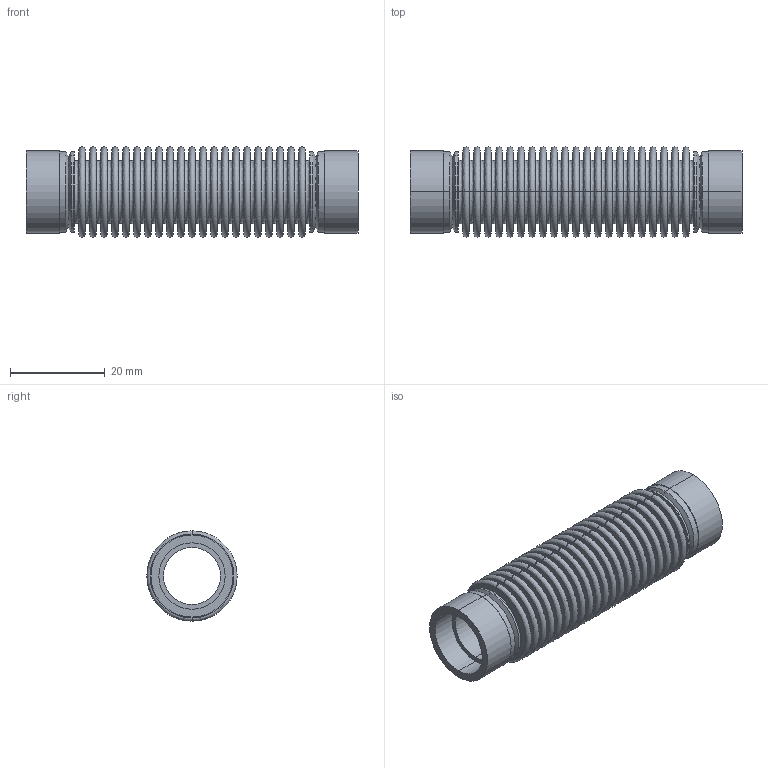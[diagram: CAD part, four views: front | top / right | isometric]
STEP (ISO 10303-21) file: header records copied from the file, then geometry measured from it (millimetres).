
FILE_DESCRIPTION( (''), '2;1');
FILE_NAME ('CAD716.4532.PF10_25666.stp','2017-01-24T16:42:58',(''),(''),'spGate 12.6.6','','');
FILE_SCHEMA (('AUTOMOTIVE_DESIGN'));
Length unit declared in the file: millimetre
Products named in the file (4): Assembly; PF10-1; PF10-2L; PF10-2R
Assembly tree (3 placements, depth 2):
  Assembly
    PF10-1
    PF10-2L
    PF10-2R
Bounding box: 70 x 19 x 19 mm (x, y, z)
Volume: 3080.1 mm3; surface area: 17941.1 mm2
Topology: 3 solids, 3 shells, 300 faces, 600 edges, 396 vertices
Faces by surface type: bspline 180, plane 96, cylinder 24
Entity records: 17092 total; most frequent: CARTESIAN_POINT 6224, ORIENTED_EDGE 1200, DIRECTION 1048, COLOUR_RGB 903, PRESENTATION_STYLE_ASSIGNMENT 903, STYLED_ITEM 903, EDGE_CURVE 600, DRAUGHTING_PRE_DEFINED_CURVE_FONT 600
